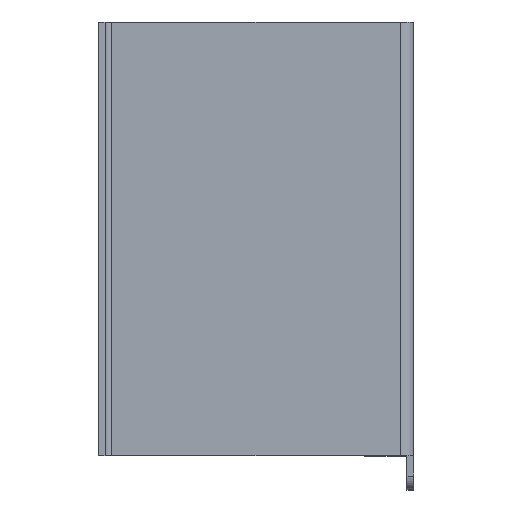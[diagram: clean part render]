
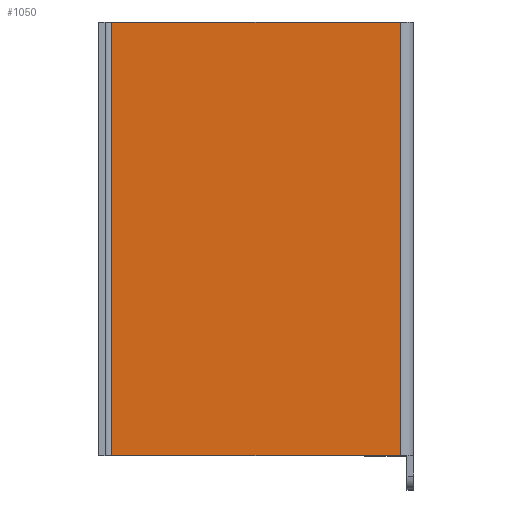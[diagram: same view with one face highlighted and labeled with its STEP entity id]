
A CAD part, top view. The second image highlights one B-rep face of the part: STEP entity #1050.
In plain terms, the highlighted planar face has unit normal (0, 0, 1).
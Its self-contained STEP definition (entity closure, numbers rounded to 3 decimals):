
#44=PLANE('',#1156);
#99=FACE_OUTER_BOUND('',#161,.T.);
#161=EDGE_LOOP('',(#886,#887,#888,#889));
#266=LINE('',#1715,#374);
#268=LINE('',#1721,#376);
#269=LINE('',#1723,#377);
#270=LINE('',#1724,#378);
#374=VECTOR('',#1397,10.);
#376=VECTOR('',#1403,10.);
#377=VECTOR('',#1404,10.);
#378=VECTOR('',#1405,10.);
#521=VERTEX_POINT('',#1712);
#522=VERTEX_POINT('',#1714);
#524=VERTEX_POINT('',#1720);
#525=VERTEX_POINT('',#1722);
#647=EDGE_CURVE('',#521,#522,#266,.T.);
#650=EDGE_CURVE('',#524,#521,#268,.T.);
#651=EDGE_CURVE('',#525,#524,#269,.T.);
#652=EDGE_CURVE('',#525,#522,#270,.T.);
#886=ORIENTED_EDGE('',*,*,#647,.F.);
#887=ORIENTED_EDGE('',*,*,#650,.F.);
#888=ORIENTED_EDGE('',*,*,#651,.F.);
#889=ORIENTED_EDGE('',*,*,#652,.T.);
#1050=ADVANCED_FACE('',(#99),#44,.T.);
#1156=AXIS2_PLACEMENT_3D('',#1719,#1401,#1402);
#1397=DIRECTION('',(0.,1.,0.));
#1401=DIRECTION('center_axis',(0.,0.,1.));
#1402=DIRECTION('ref_axis',(-1.,0.,0.));
#1403=DIRECTION('',(-1.,0.,0.));
#1404=DIRECTION('',(0.,-1.,0.));
#1405=DIRECTION('',(-1.,0.,0.));
#1712=CARTESIAN_POINT('',(4.,207.02,77.4));
#1714=CARTESIAN_POINT('',(4.,310.,77.4));
#1715=CARTESIAN_POINT('',(4.,310.,77.4));
#1719=CARTESIAN_POINT('Origin',(147.869,310.,77.4));
#1720=CARTESIAN_POINT('',(72.45,207.02,77.4));
#1721=CARTESIAN_POINT('',(74.05,207.02,77.4));
#1722=CARTESIAN_POINT('',(72.45,310.,77.4));
#1723=CARTESIAN_POINT('',(72.45,310.,77.4));
#1724=CARTESIAN_POINT('',(74.05,310.,77.4));
